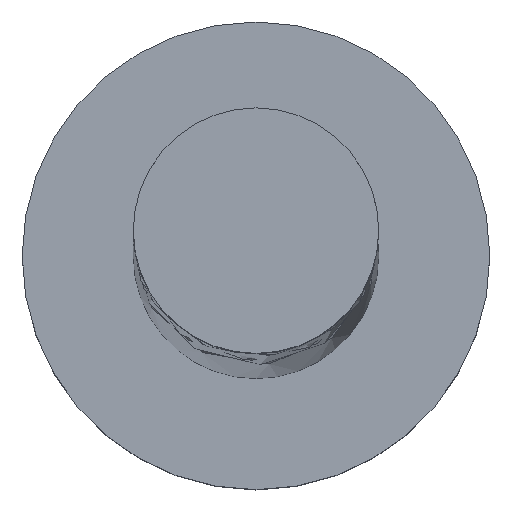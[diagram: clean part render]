
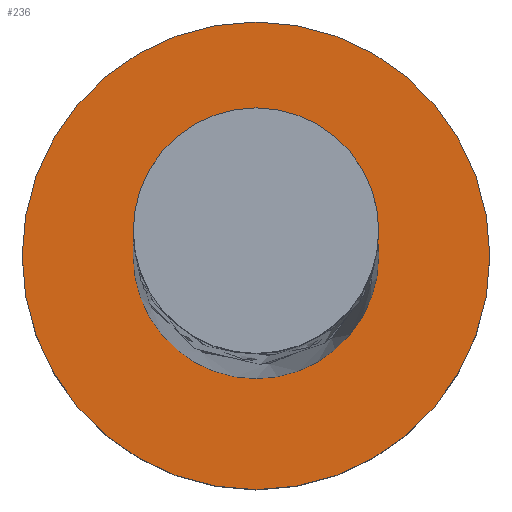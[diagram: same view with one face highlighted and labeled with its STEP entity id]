
A CAD part, top view. The second image highlights one B-rep face of the part: STEP entity #236.
In plain terms, the highlighted planar face has unit normal (0, 0, 1).
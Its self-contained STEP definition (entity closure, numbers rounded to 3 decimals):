
#11 = CIRCLE ( 'NONE', #1272, 4. ) ;
#32 = AXIS2_PLACEMENT_3D ( 'NONE', #829, #432, #1215 ) ;
#35 = CARTESIAN_POINT ( 'NONE',  ( 4., 0., 3. ) ) ;
#107 = CARTESIAN_POINT ( 'NONE',  ( 0., 0., 3. ) ) ;
#122 = FACE_OUTER_BOUND ( 'NONE', #370, .T. ) ;
#144 = DIRECTION ( 'NONE',  ( 0., 0., 1. ) ) ;
#154 = FACE_BOUND ( 'NONE', #281, .T. ) ;
#236 = ADVANCED_FACE ( 'NONE', ( #154, #122 ), #1323, .T. ) ;
#247 = DIRECTION ( 'NONE',  ( 1., 0., 0. ) ) ;
#281 = EDGE_LOOP ( 'NONE', ( #619, #476 ) ) ;
#308 = CARTESIAN_POINT ( 'NONE',  ( 0., 0., 3. ) ) ;
#317 = CARTESIAN_POINT ( 'NONE',  ( 0., 0., 3. ) ) ;
#346 = VERTEX_POINT ( 'NONE', #1065 ) ;
#366 = DIRECTION ( 'NONE',  ( 0., 0., 1. ) ) ;
#370 = EDGE_LOOP ( 'NONE', ( #1124, #888 ) ) ;
#408 = DIRECTION ( 'NONE',  ( 1., 0., 0. ) ) ;
#432 = DIRECTION ( 'NONE',  ( 0., 0., 1. ) ) ;
#476 = ORIENTED_EDGE ( 'NONE', *, *, #1123, .F. ) ;
#601 = AXIS2_PLACEMENT_3D ( 'NONE', #1077, #144, #408 ) ;
#619 = ORIENTED_EDGE ( 'NONE', *, *, #1340, .F. ) ;
#730 = VERTEX_POINT ( 'NONE', #1448 ) ;
#774 = EDGE_CURVE ( 'NONE', #978, #730, #11, .T. ) ;
#777 = AXIS2_PLACEMENT_3D ( 'NONE', #317, #1238, #853 ) ;
#788 = AXIS2_PLACEMENT_3D ( 'NONE', #308, #1649, #1006 ) ;
#829 = CARTESIAN_POINT ( 'NONE',  ( 0., 0., 3. ) ) ;
#853 = DIRECTION ( 'NONE',  ( 1., 0., 0. ) ) ;
#878 = CIRCLE ( 'NONE', #788, 2.1 ) ;
#888 = ORIENTED_EDGE ( 'NONE', *, *, #774, .T. ) ;
#978 = VERTEX_POINT ( 'NONE', #35 ) ;
#1006 = DIRECTION ( 'NONE',  ( 1., 0., 0. ) ) ;
#1065 = CARTESIAN_POINT ( 'NONE',  ( 2.1, 0., 3. ) ) ;
#1077 = CARTESIAN_POINT ( 'NONE',  ( 0., 0., 3. ) ) ;
#1123 = EDGE_CURVE ( 'NONE', #346, #1526, #878, .T. ) ;
#1124 = ORIENTED_EDGE ( 'NONE', *, *, #1438, .T. ) ;
#1215 = DIRECTION ( 'NONE',  ( 1., 0., 0. ) ) ;
#1238 = DIRECTION ( 'NONE',  ( 0., 0., 1. ) ) ;
#1272 = AXIS2_PLACEMENT_3D ( 'NONE', #107, #366, #247 ) ;
#1323 = PLANE ( 'NONE',  #601 ) ;
#1340 = EDGE_CURVE ( 'NONE', #1526, #346, #1469, .T. ) ;
#1359 = CARTESIAN_POINT ( 'NONE',  ( -2.1, 0., 3. ) ) ;
#1364 = CIRCLE ( 'NONE', #32, 4. ) ;
#1438 = EDGE_CURVE ( 'NONE', #730, #978, #1364, .T. ) ;
#1448 = CARTESIAN_POINT ( 'NONE',  ( -4., 0., 3. ) ) ;
#1469 = CIRCLE ( 'NONE', #777, 2.1 ) ;
#1526 = VERTEX_POINT ( 'NONE', #1359 ) ;
#1649 = DIRECTION ( 'NONE',  ( 0., 0., 1. ) ) ;
